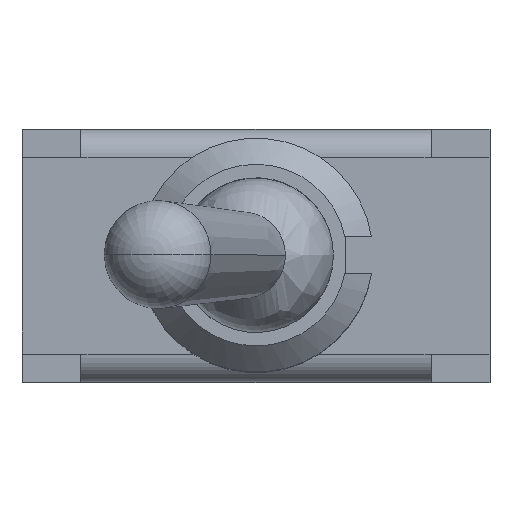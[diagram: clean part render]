
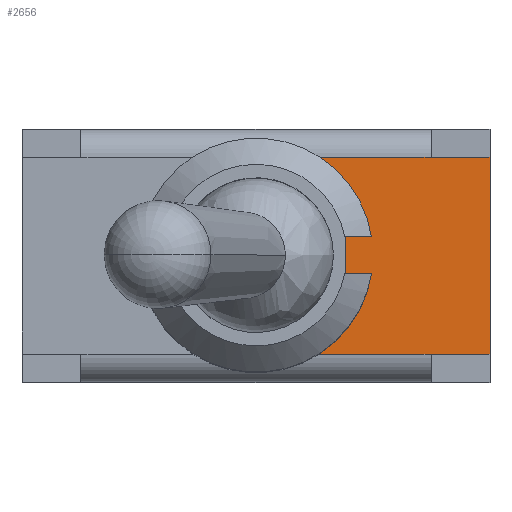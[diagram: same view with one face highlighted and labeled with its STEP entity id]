
A CAD part, top view. The second image highlights one B-rep face of the part: STEP entity #2656.
In plain terms, the highlighted planar face has unit normal (0, 0, 1).
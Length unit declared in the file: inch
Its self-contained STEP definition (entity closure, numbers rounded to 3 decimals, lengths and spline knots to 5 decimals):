
#43 = CARTESIAN_POINT ( 'NONE',  ( 0.25, 0.10512, 0.08778 ) ) ;
#181 = ORIENTED_EDGE ( 'NONE', *, *, #1601, .T. ) ;
#184 = DIRECTION ( 'NONE',  ( 0., 0., 1. ) ) ;
#386 = EDGE_CURVE ( 'NONE', #5805, #5603, #4871, .T. ) ;
#465 = DIRECTION ( 'NONE',  ( 1., 0., 0. ) ) ;
#506 = VECTOR ( 'NONE', #5669, 39.37008 ) ;
#578 = CARTESIAN_POINT ( 'NONE',  ( 0.18701, -0.10512, 0.08778 ) ) ;
#703 = VERTEX_POINT ( 'NONE', #578 ) ;
#774 = ORIENTED_EDGE ( 'NONE', *, *, #5867, .F. ) ;
#775 = VERTEX_POINT ( 'NONE', #2993 ) ;
#824 = DIRECTION ( 'NONE',  ( -1., 0., 0. ) ) ;
#919 = DIRECTION ( 'NONE',  ( -1., 0., 0. ) ) ;
#1125 = CARTESIAN_POINT ( 'NONE',  ( 0.25, 0.11563, 0.08778 ) ) ;
#1132 = EDGE_CURVE ( 'NONE', #6062, #4375, #5462, .T. ) ;
#1159 = LINE ( 'NONE', #1956, #5108 ) ;
#1181 = ORIENTED_EDGE ( 'NONE', *, *, #4629, .T. ) ;
#1215 = DIRECTION ( 'NONE',  ( 0., 0., 1. ) ) ;
#1378 = CARTESIAN_POINT ( 'NONE',  ( 0.09542, 0.02008, 0.08778 ) ) ;
#1401 = CARTESIAN_POINT ( 'NONE',  ( 0.05852, 0.10512, 0.08778 ) ) ;
#1435 = CIRCLE ( 'NONE', #1683, 0.125 ) ;
#1473 = VECTOR ( 'NONE', #5969, 39.37008 ) ;
#1494 = VECTOR ( 'NONE', #919, 39.37008 ) ;
#1601 = EDGE_CURVE ( 'NONE', #703, #2546, #6024, .T. ) ;
#1683 = AXIS2_PLACEMENT_3D ( 'NONE', #3251, #184, #3779 ) ;
#1956 = CARTESIAN_POINT ( 'NONE',  ( 0.09542, 0.11563, 0.08778 ) ) ;
#2224 = ORIENTED_EDGE ( 'NONE', *, *, #6006, .T. ) ;
#2273 = ORIENTED_EDGE ( 'NONE', *, *, #1132, .T. ) ;
#2298 = CARTESIAN_POINT ( 'NONE',  ( 0.12338, -0.02008, 0.08778 ) ) ;
#2365 = CARTESIAN_POINT ( 'NONE',  ( 0.05852, -0.10512, 0.08778 ) ) ;
#2388 = CARTESIAN_POINT ( 'NONE',  ( 0.25, -0.10512, 0.08778 ) ) ;
#2506 = VERTEX_POINT ( 'NONE', #4940 ) ;
#2546 = VERTEX_POINT ( 'NONE', #2388 ) ;
#2656 = ADVANCED_FACE ( 'NONE', ( #6229 ), #6619, .T. ) ;
#2850 = CARTESIAN_POINT ( 'NONE',  ( 0.05852, -0.10512, 0.08778 ) ) ;
#2993 = CARTESIAN_POINT ( 'NONE',  ( 0.06764, -0.10512, 0.08778 ) ) ;
#3245 = LINE ( 'NONE', #5160, #506 ) ;
#3251 = CARTESIAN_POINT ( 'NONE',  ( 0., 0., 0.08778 ) ) ;
#3314 = LINE ( 'NONE', #6471, #6233 ) ;
#3386 = ORIENTED_EDGE ( 'NONE', *, *, #3831, .F. ) ;
#3389 = DIRECTION ( 'NONE',  ( -1., 0., 0. ) ) ;
#3391 = LINE ( 'NONE', #1125, #5979 ) ;
#3397 = DIRECTION ( 'NONE',  ( 1., 0., 0. ) ) ;
#3482 = VECTOR ( 'NONE', #824, 39.37008 ) ;
#3508 = ORIENTED_EDGE ( 'NONE', *, *, #4869, .T. ) ;
#3551 = DIRECTION ( 'NONE',  ( 0., 0., 1. ) ) ;
#3767 = EDGE_CURVE ( 'NONE', #5603, #2506, #1159, .T. ) ;
#3779 = DIRECTION ( 'NONE',  ( 1., 0., 0. ) ) ;
#3831 = EDGE_CURVE ( 'NONE', #4811, #2506, #3245, .T. ) ;
#3872 = AXIS2_PLACEMENT_3D ( 'NONE', #4561, #3551, #465 ) ;
#3979 = CIRCLE ( 'NONE', #4939, 0.125 ) ;
#4158 = CARTESIAN_POINT ( 'NONE',  ( 0.12338, 0.02008, 0.08778 ) ) ;
#4297 = CARTESIAN_POINT ( 'NONE',  ( 0., 0., 0.08778 ) ) ;
#4375 = VERTEX_POINT ( 'NONE', #5211 ) ;
#4418 = CARTESIAN_POINT ( 'NONE',  ( 0.05852, 0.02008, 0.08778 ) ) ;
#4452 = EDGE_CURVE ( 'NONE', #5805, #4375, #1435, .T. ) ;
#4549 = VERTEX_POINT ( 'NONE', #43 ) ;
#4561 = CARTESIAN_POINT ( 'NONE',  ( 0.05852, 0.11563, 0.08778 ) ) ;
#4629 = EDGE_CURVE ( 'NONE', #2546, #4549, #3391, .T. ) ;
#4651 = VECTOR ( 'NONE', #3397, 39.37008 ) ;
#4733 = DIRECTION ( 'NONE',  ( 0., 1., 0. ) ) ;
#4811 = VERTEX_POINT ( 'NONE', #2298 ) ;
#4831 = DIRECTION ( 'NONE',  ( 1., 0., 0. ) ) ;
#4869 = EDGE_CURVE ( 'NONE', #4549, #6062, #3314, .T. ) ;
#4871 = LINE ( 'NONE', #4418, #3482 ) ;
#4939 = AXIS2_PLACEMENT_3D ( 'NONE', #4297, #1215, #4831 ) ;
#4940 = CARTESIAN_POINT ( 'NONE',  ( 0.09542, -0.02008, 0.08778 ) ) ;
#5008 = ORIENTED_EDGE ( 'NONE', *, *, #3767, .T. ) ;
#5064 = DIRECTION ( 'NONE',  ( 0., -1., 0. ) ) ;
#5108 = VECTOR ( 'NONE', #5064, 39.37008 ) ;
#5160 = CARTESIAN_POINT ( 'NONE',  ( 0.12477, -0.02008, 0.08778 ) ) ;
#5211 = CARTESIAN_POINT ( 'NONE',  ( 0.06764, 0.10512, 0.08778 ) ) ;
#5302 = ORIENTED_EDGE ( 'NONE', *, *, #4452, .F. ) ;
#5462 = LINE ( 'NONE', #1401, #1494 ) ;
#5484 = CARTESIAN_POINT ( 'NONE',  ( 0.18701, 0.10512, 0.08778 ) ) ;
#5603 = VERTEX_POINT ( 'NONE', #1378 ) ;
#5669 = DIRECTION ( 'NONE',  ( -1., 0., 0. ) ) ;
#5778 = LINE ( 'NONE', #2850, #1473 ) ;
#5805 = VERTEX_POINT ( 'NONE', #4158 ) ;
#5867 = EDGE_CURVE ( 'NONE', #775, #4811, #3979, .T. ) ;
#5945 = EDGE_LOOP ( 'NONE', ( #3508, #2273, #5302, #6440, #5008, #3386, #774, #2224, #181, #1181 ) ) ;
#5969 = DIRECTION ( 'NONE',  ( 1., 0., 0. ) ) ;
#5979 = VECTOR ( 'NONE', #4733, 39.37008 ) ;
#6006 = EDGE_CURVE ( 'NONE', #775, #703, #5778, .T. ) ;
#6024 = LINE ( 'NONE', #2365, #4651 ) ;
#6062 = VERTEX_POINT ( 'NONE', #5484 ) ;
#6229 = FACE_OUTER_BOUND ( 'NONE', #5945, .T. ) ;
#6233 = VECTOR ( 'NONE', #3389, 39.37008 ) ;
#6440 = ORIENTED_EDGE ( 'NONE', *, *, #386, .T. ) ;
#6471 = CARTESIAN_POINT ( 'NONE',  ( 0.05852, 0.10512, 0.08778 ) ) ;
#6619 = PLANE ( 'NONE',  #3872 ) ;
